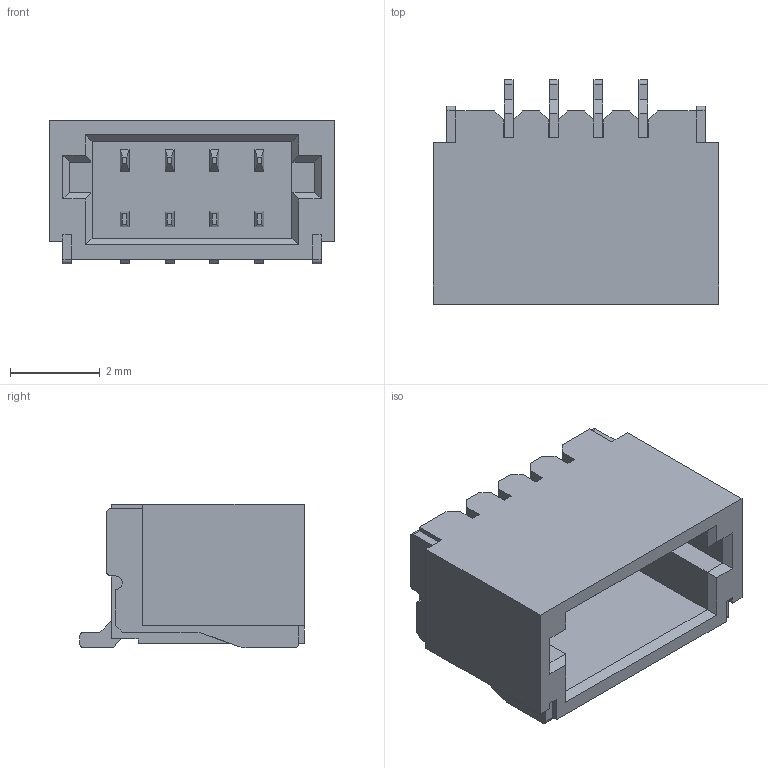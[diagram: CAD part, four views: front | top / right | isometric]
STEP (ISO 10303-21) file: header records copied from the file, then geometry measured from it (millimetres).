
FILE_DESCRIPTION(/* description */ (''),/* implementation_level */ '2;1');
FILE_NAME(/* name */ 'sh1.0_4p.step',/* time_stamp */ '2023-02-09T18:36:50+08:00',/* author */ (''),/* organization */ (''),/* preprocessor_version */ 'ST-DEVELOPER v19.2',/* originating_system */ 'Autodesk Translation Framework v11.17.0.187',/* authorisation */ '');
FILE_SCHEMA (('AUTOMOTIVE_DESIGN { 1 0 10303 214 3 1 1 }'));
Length unit declared in the file: millimetre
Products named in the file (3): CN1; CONN-SMD_4P-P1.00_HDGC_HDGC1002WR-S-4P; COMPOUND (1)
Assembly tree (2 placements, depth 3):
  CN1
    CONN-SMD_4P-P1.00_HDGC_HDGC1002WR-S-4P
      COMPOUND (1)
Bounding box: 6.35 x 5 x 3.2 mm (x, y, z)
Volume: 51.1 mm3; surface area: 201.1 mm2
Topology: 14 solids, 14 shells, 529 faces, 1395 edges, 910 vertices
Faces by surface type: plane 397, bspline 112, cylinder 20
Entity records: 17913 total; most frequent: CARTESIAN_POINT 4717, ORIENTED_EDGE 2790, DIRECTION 2235, EDGE_CURVE 1395, LINE 1131, VECTOR 1131, VERTEX_POINT 910, EDGE_LOOP 565
